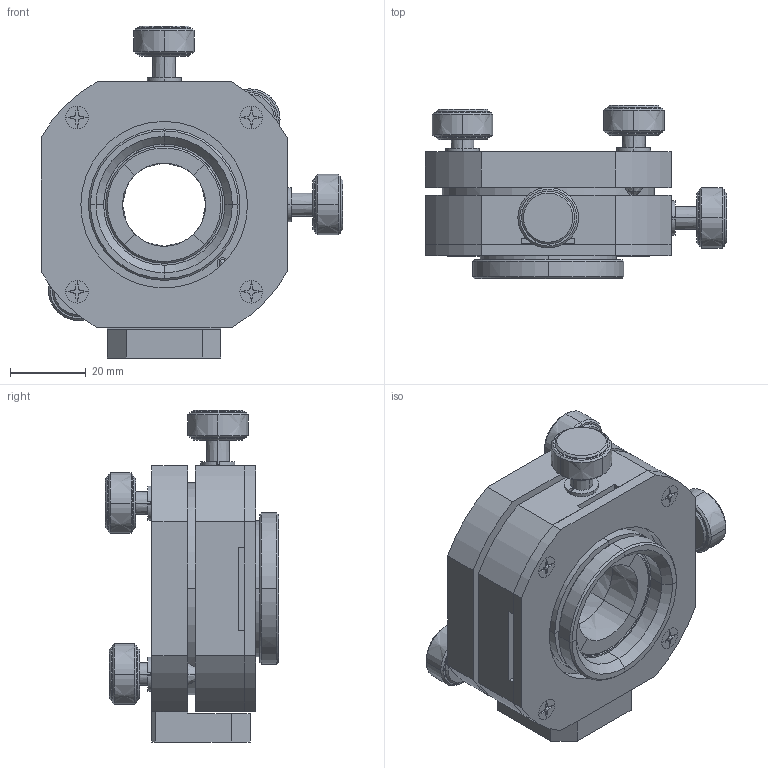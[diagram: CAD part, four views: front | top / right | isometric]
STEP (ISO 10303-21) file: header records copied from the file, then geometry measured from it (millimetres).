
FILE_DESCRIPTION (( 'STEP AP203' ), '1' );
FILE_NAME ('Web Model 13776_13776.step', '2021-05-04T15:29:43', ( '' ), ( '' ), 'SwSTEP 2.0', 'SolidWorks 2018', '' );
FILE_SCHEMA (( 'CONFIG_CONTROL_DESIGN' ));
Products named in the file (1): Web Model 13776_13776
Bounding box: 79.69 x 45.7 x 87.69 mm (x, y, z)
Surface area: 60421.7 mm2 (no closed solid volume)
Topology: 0 solids, 46 shells, 1802 faces, 4200 edges, 2494 vertices
Faces by surface type: bspline 1802
Entity records: 156953 total; most frequent: CARTESIAN_POINT 121821, ORIENTED_EDGE 8324, DIRECTION 5936, EDGE_CURVE 4172, VERTEX_POINT 2494, AXIS2_PLACEMENT_3D 2139, CIRCLE 2138, EDGE_LOOP 1922
